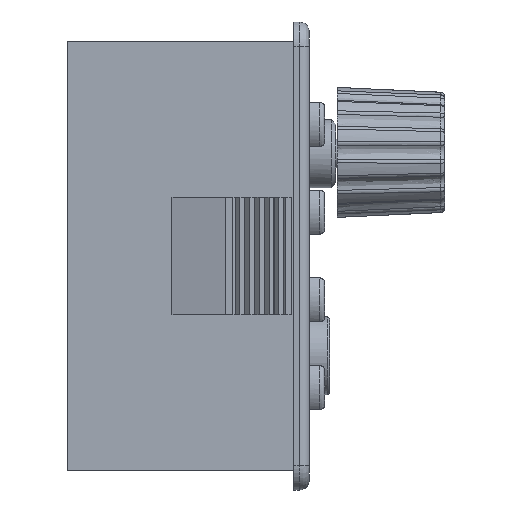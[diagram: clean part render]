
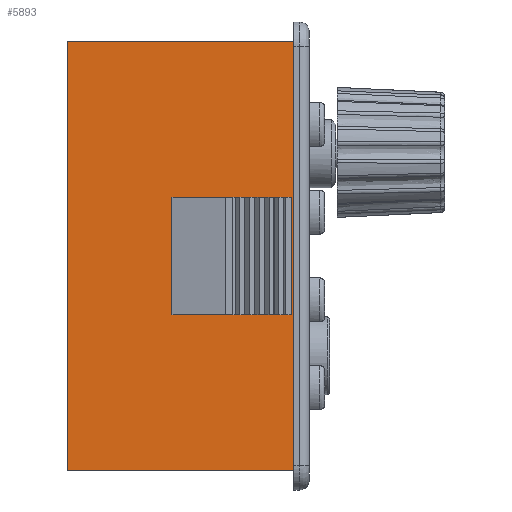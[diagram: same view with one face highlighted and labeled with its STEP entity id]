
A CAD part, left-side view. The second image highlights one B-rep face of the part: STEP entity #5893.
In plain terms, the highlighted free-form (B-spline) face has degree [1, 1] with [2, 2] control points.
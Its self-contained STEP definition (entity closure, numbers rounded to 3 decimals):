
#1319 = VERTEX_POINT('',#1320);
#1320 = CARTESIAN_POINT('',(0.,15.764,20.229));
#1325 = EDGE_CURVE('',#1326,#1319,#1328,.T.);
#1326 = VERTEX_POINT('',#1327);
#1327 = CARTESIAN_POINT('',(0.,14.752,20.229));
#1328 = B_SPLINE_CURVE_WITH_KNOTS('',1,(#1329,#1330),.UNSPECIFIED.,.F.,
  .F.,(2,2),(8.489,9.289),.PIECEWISE_BEZIER_KNOTS.);
#1329 = CARTESIAN_POINT('',(0.,14.752,20.229));
#1330 = CARTESIAN_POINT('',(0.,15.764,20.229));
#1382 = EDGE_CURVE('',#1383,#1326,#1385,.T.);
#1383 = VERTEX_POINT('',#1384);
#1384 = CARTESIAN_POINT('',(0.,14.752,35.4));
#1385 = B_SPLINE_CURVE_WITH_KNOTS('',1,(#1386,#1387),.UNSPECIFIED.,.F.,
  .F.,(2,2),(-17.,-5.),.PIECEWISE_BEZIER_KNOTS.);
#1386 = CARTESIAN_POINT('',(0.,14.752,
    35.4));
#1387 = CARTESIAN_POINT('',(0.,14.752,
    20.229));
#1402 = EDGE_CURVE('',#1319,#1403,#1405,.T.);
#1403 = VERTEX_POINT('',#1404);
#1404 = CARTESIAN_POINT('',(0.,15.764,35.4));
#1405 = B_SPLINE_CURVE_WITH_KNOTS('',1,(#1406,#1407),.UNSPECIFIED.,.F.,
  .F.,(2,2),(5.,17.),.PIECEWISE_BEZIER_KNOTS.);
#1406 = CARTESIAN_POINT('',(0.,15.764,
    20.229));
#1407 = CARTESIAN_POINT('',(0.,15.764,
    35.4));
#1889 = EDGE_CURVE('',#1403,#1383,#1890,.T.);
#1890 = B_SPLINE_CURVE_WITH_KNOTS('',1,(#1891,#1892),.UNSPECIFIED.,.F.,
  .F.,(2,2),(-9.289,-8.489),.PIECEWISE_BEZIER_KNOTS.);
#1891 = CARTESIAN_POINT('',(0.,15.764,35.4));
#1892 = CARTESIAN_POINT('',(0.,14.752,35.4));
#5893 = ADVANCED_FACE('',(#5894,#5924),#5930,.T.);
#5894 = FACE_BOUND('',#5895,.T.);
#5895 = EDGE_LOOP('',(#5896,#5905,#5912,#5919));
#5896 = ORIENTED_EDGE('',*,*,#5897,.F.);
#5897 = EDGE_CURVE('',#5898,#5900,#5902,.T.);
#5898 = VERTEX_POINT('',#5899);
#5899 = CARTESIAN_POINT('',(0.,0.,55.629));
#5900 = VERTEX_POINT('',#5901);
#5901 = CARTESIAN_POINT('',(0.,0.,0.));
#5902 = B_SPLINE_CURVE_WITH_KNOTS('',1,(#5903,#5904),.UNSPECIFIED.,.F.,
  .F.,(2,2),(-33.,11.),.PIECEWISE_BEZIER_KNOTS.);
#5903 = CARTESIAN_POINT('',(0.,0.,55.629));
#5904 = CARTESIAN_POINT('',(0.,0.,0.));
#5905 = ORIENTED_EDGE('',*,*,#5906,.T.);
#5906 = EDGE_CURVE('',#5898,#5907,#5909,.T.);
#5907 = VERTEX_POINT('',#5908);
#5908 = CARTESIAN_POINT('',(0.,29.331,55.629));
#5909 = B_SPLINE_CURVE_WITH_KNOTS('',1,(#5910,#5911),.UNSPECIFIED.,.F.,
  .F.,(2,2),(0.,23.2),.PIECEWISE_BEZIER_KNOTS.);
#5910 = CARTESIAN_POINT('',(0.,0.,55.629));
#5911 = CARTESIAN_POINT('',(0.,29.331,
    55.629));
#5912 = ORIENTED_EDGE('',*,*,#5913,.F.);
#5913 = EDGE_CURVE('',#5914,#5907,#5916,.T.);
#5914 = VERTEX_POINT('',#5915);
#5915 = CARTESIAN_POINT('',(0.,29.331,0.));
#5916 = B_SPLINE_CURVE_WITH_KNOTS('',1,(#5917,#5918),.UNSPECIFIED.,.F.,
  .F.,(2,2),(-44.,0.),.PIECEWISE_BEZIER_KNOTS.);
#5917 = CARTESIAN_POINT('',(0.,29.331,0.));
#5918 = CARTESIAN_POINT('',(0.,29.331,
    55.629));
#5919 = ORIENTED_EDGE('',*,*,#5920,.F.);
#5920 = EDGE_CURVE('',#5900,#5914,#5921,.T.);
#5921 = B_SPLINE_CURVE_WITH_KNOTS('',1,(#5922,#5923),.UNSPECIFIED.,.F.,
  .F.,(2,2),(0.,23.2),.PIECEWISE_BEZIER_KNOTS.);
#5922 = CARTESIAN_POINT('',(0.,0.,0.));
#5923 = CARTESIAN_POINT('',(0.,29.331,0.));
#5924 = FACE_BOUND('',#5925,.T.);
#5925 = EDGE_LOOP('',(#5926,#5927,#5928,#5929));
#5926 = ORIENTED_EDGE('',*,*,#1325,.T.);
#5927 = ORIENTED_EDGE('',*,*,#1402,.T.);
#5928 = ORIENTED_EDGE('',*,*,#1889,.T.);
#5929 = ORIENTED_EDGE('',*,*,#1382,.T.);
#5930 = B_SPLINE_SURFACE_WITH_KNOTS('',1,1,(
    (#5931,#5932)
    ,(#5933,#5934
    )),.UNSPECIFIED.,.F.,.F.,.F.,(2,2),(2,2),(0.,44.),(0.,23.2),
  .PIECEWISE_BEZIER_KNOTS.);
#5931 = CARTESIAN_POINT('',(0.,0.,0.));
#5932 = CARTESIAN_POINT('',(0.,29.331,0.));
#5933 = CARTESIAN_POINT('',(0.,0.,55.629));
#5934 = CARTESIAN_POINT('',(0.,29.331,
    55.629));
